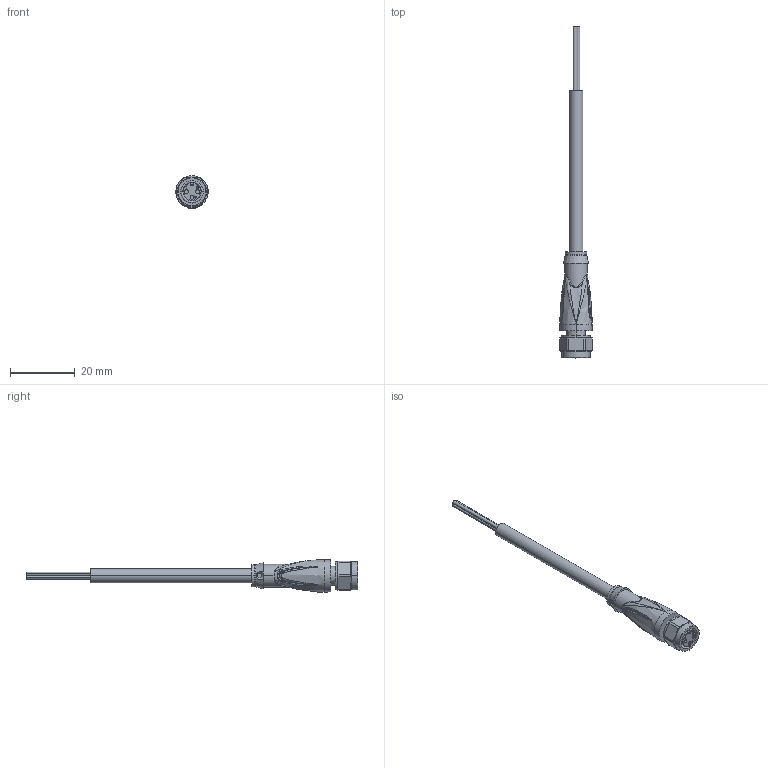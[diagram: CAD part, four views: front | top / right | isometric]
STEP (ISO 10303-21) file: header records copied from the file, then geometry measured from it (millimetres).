
FILE_DESCRIPTION(('STEP AP214'),'1');
FILE_NAME('cctmp_B83AEBF6-95D7-4C51-9F98-EF65113ECD11_2022_04_27_10_37_07_0491..stp','2022-04-27T08:37:10',('KiM GmbH'),('CADClick - www.CADClick.com'),'Spatial InterOp 3D postprocessed',' ','unknown authorization');
FILE_SCHEMA(('AUTOMOTIVE_DESIGN'));
Length unit declared in the file: millimetre
Products named in the file (7): T197027_1; Connection2; Cable; Connection1; Connection1_2; Connection1_1; T197027
Assembly tree (6 placements, depth 4):
  T197027
    T197027_1
      Connection2
      Cable
      Connection1
        Connection1_2
        Connection1_1
Bounding box: 10 x 102.9 x 10.15 mm (x, y, z)
Volume: 2636.9 mm3; surface area: 2682.1 mm2
Topology: 8 solids, 8 shells, 524 faces, 1344 edges, 853 vertices
Faces by surface type: plane 251, cylinder 105, bspline 100, cone 30, torus 26, extrusion 12
Entity records: 60902 total; most frequent: CARTESIAN_POINT 46034, ORIENTED_EDGE 2688, DIRECTION 2206, EDGE_CURVE 1344, VERTEX_POINT 853, STYLED_ITEM 808, PRESENTATION_STYLE_ASSIGNMENT 808, AXIS2_PLACEMENT_3D 753
